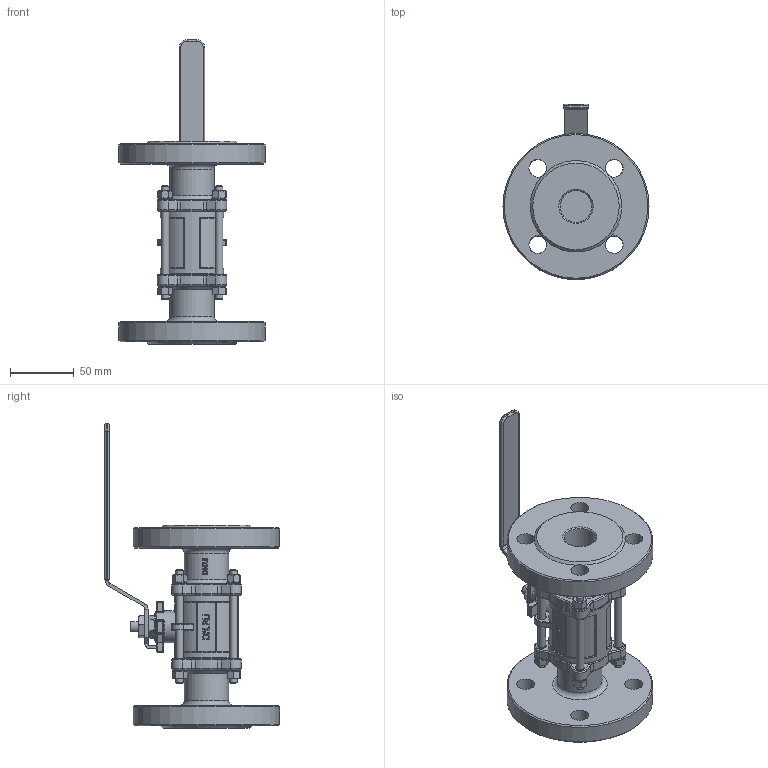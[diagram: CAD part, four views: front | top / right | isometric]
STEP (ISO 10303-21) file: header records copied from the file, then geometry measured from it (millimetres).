
FILE_DESCRIPTION(/* description */ (''),/* implementation_level */ '2;1');
FILE_NAME(/* name */ 'DN25_3D_STEP.stp',/* time_stamp */ '2025-12-14T22:04:15+03:00',/* author */ ('igorr'),/* organization */ (''),/* preprocessor_version */ 'ST-DEVELOPER v20',/* originating_system */ 'Autodesk Inventor 2025',/* authorisation */ '');
FILE_SCHEMA (('AUTOMOTIVE_DESIGN { 1 0 10303 214 3 1 1 }'));
Length unit declared in the file: millimetre
Products named in the file (7): Сборка; Деталь1; Деталь6; Деталь2; ANSI B18.2.4.2M - M6x1; AS 1237 - 6; ISO 4035 - M10
Assembly tree (22 placements, depth 2):
  Сборка
    Деталь1
    Деталь6
    Деталь2  x2
    ANSI B18.2.4.2M - M6x1  x8
    AS 1237 - 6  x8
    ISO 4035 - M10  x2
Bounding box: 115 x 137.81 x 240 mm (x, y, z)
Volume: 512819.2 mm3; surface area: 116721.2 mm2
Topology: 34 solids, 34 shells, 1118 faces, 2596 edges, 1573 vertices
Faces by surface type: plane 382, cylinder 258, bspline 164, cone 160, torus 118, sphere 36
Full cylindrical faces by diameter (mm): 4.917 x8, 6 x12, 6.4 x8, 7 x10, 8.376 x2, 10 x1, 11 x8, 14 x8, 21 x1, 25 x3, 35 x2, 50 x1, 115 x2
Entity records: 25132 total; most frequent: CARTESIAN_POINT 8042, ORIENTED_EDGE 3434, DIRECTION 3220, EDGE_CURVE 1717, AXIS2_PLACEMENT_3D 1241, VERTEX_POINT 1038, EDGE_LOOP 779, LINE 738
